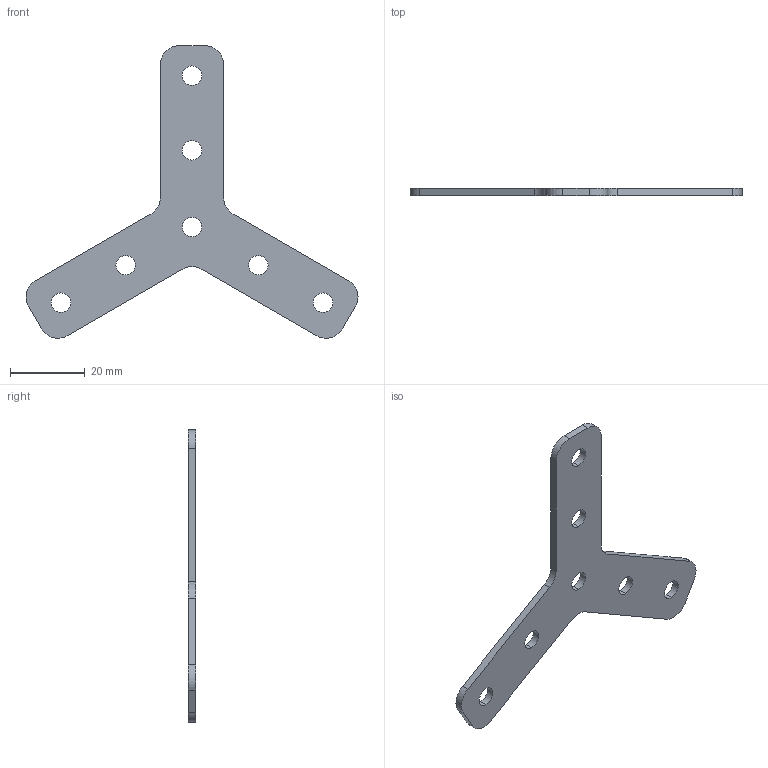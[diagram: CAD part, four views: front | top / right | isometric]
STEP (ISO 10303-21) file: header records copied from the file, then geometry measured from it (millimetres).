
FILE_DESCRIPTION (( 'STEP AP214' ), '1' );
FILE_NAME ('H33 Ó-ñîåäèíèòåëü 120 ãðàäóñîâ 50 ìì.STEP', '2019-11-19T14:38:41', ( 'Windows User' ), ( '' ), 'SwSTEP 2.0', 'SolidWorks 2019', '' );
FILE_SCHEMA (( 'AUTOMOTIVE_DESIGN' ));
Length unit declared in the file: millimetre
Products named in the file (1): H33 Ó-ñîåäèíèòåëü 120 ãðàäóñîâ 50 ìì
Bounding box: 88.84 x 2 x 78.28 mm (x, y, z)
Volume: 4343.1 mm3; surface area: 5167.9 mm2
Topology: 1 solids, 1 shells, 34 faces, 96 edges, 64 vertices
Faces by surface type: cylinder 23, plane 11
Entity records: 1188 total; most frequent: DIRECTION 212, CARTESIAN_POINT 195, ORIENTED_EDGE 192, EDGE_CURVE 96, AXIS2_PLACEMENT_3D 81, VERTEX_POINT 64, LINE 50, VECTOR 50
